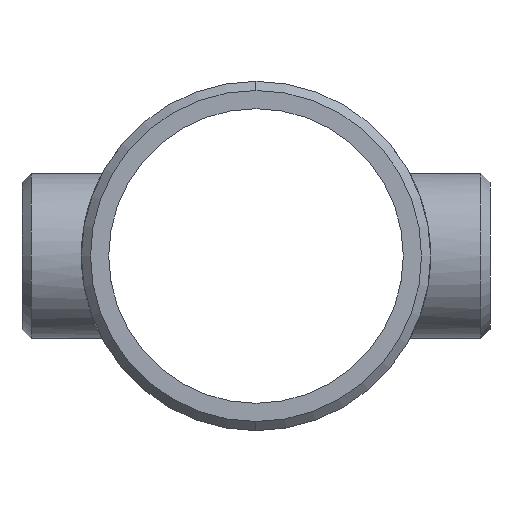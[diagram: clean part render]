
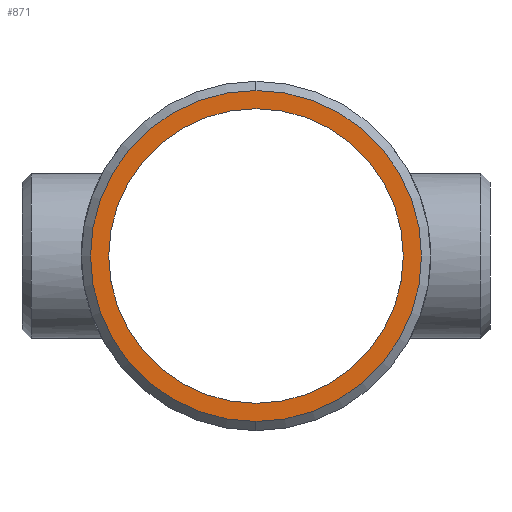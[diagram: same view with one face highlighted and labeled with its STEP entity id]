
A CAD part, left-side view. The second image highlights one B-rep face of the part: STEP entity #871.
In plain terms, the highlighted planar face has unit normal (-1, 0, 0).
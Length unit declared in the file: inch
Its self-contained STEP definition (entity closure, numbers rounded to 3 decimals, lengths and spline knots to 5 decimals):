
#18 = DIRECTION ( 'NONE',  ( 0., 0., 1. ) ) ;
#29 = AXIS2_PLACEMENT_3D ( 'NONE', #760, #544, #962 ) ;
#43 = ORIENTED_EDGE ( 'NONE', *, *, #776, .T. ) ;
#54 = EDGE_CURVE ( 'NONE', #264, #783, #1082, .T. ) ;
#85 = DIRECTION ( 'NONE',  ( 1., 0., 0. ) ) ;
#197 = EDGE_LOOP ( 'NONE', ( #804, #459 ) ) ;
#227 = CIRCLE ( 'NONE', #733, 6.63533 ) ;
#264 = VERTEX_POINT ( 'NONE', #1037 ) ;
#278 = DIRECTION ( 'NONE',  ( -1., 0., 0. ) ) ;
#362 = FACE_BOUND ( 'NONE', #197, .T. ) ;
#399 = CARTESIAN_POINT ( 'NONE',  ( -11., 0., 0. ) ) ;
#459 = ORIENTED_EDGE ( 'NONE', *, *, #54, .T. ) ;
#479 = DIRECTION ( 'NONE',  ( -1., 0., 0. ) ) ;
#514 = CARTESIAN_POINT ( 'NONE',  ( -11., 0., 0. ) ) ;
#544 = DIRECTION ( 'NONE',  ( -1., 0., 0. ) ) ;
#640 = CIRCLE ( 'NONE', #29, 6.63533 ) ;
#659 = CARTESIAN_POINT ( 'NONE',  ( -11., 0., -6.63533 ) ) ;
#676 = CARTESIAN_POINT ( 'NONE',  ( -11., 0., 6.63533 ) ) ;
#679 = PLANE ( 'NONE',  #1026 ) ;
#689 = DIRECTION ( 'NONE',  ( 0., 0., 1. ) ) ;
#733 = AXIS2_PLACEMENT_3D ( 'NONE', #399, #278, #689 ) ;
#746 = AXIS2_PLACEMENT_3D ( 'NONE', #1088, #1167, #18 ) ;
#760 = CARTESIAN_POINT ( 'NONE',  ( -11., 0., 0. ) ) ;
#776 = EDGE_CURVE ( 'NONE', #1293, #1198, #227, .T. ) ;
#783 = VERTEX_POINT ( 'NONE', #1105 ) ;
#804 = ORIENTED_EDGE ( 'NONE', *, *, #1145, .T. ) ;
#805 = EDGE_LOOP ( 'NONE', ( #43, #831 ) ) ;
#831 = ORIENTED_EDGE ( 'NONE', *, *, #1123, .T. ) ;
#871 = ADVANCED_FACE ( 'NONE', ( #985, #362 ), #679, .T. ) ;
#962 = DIRECTION ( 'NONE',  ( 0., 0., 1. ) ) ;
#985 = FACE_OUTER_BOUND ( 'NONE', #805, .T. ) ;
#992 = DIRECTION ( 'NONE',  ( 0., 0., -1. ) ) ;
#1026 = AXIS2_PLACEMENT_3D ( 'NONE', #1092, #479, #992 ) ;
#1033 = DIRECTION ( 'NONE',  ( 0., 0., 1. ) ) ;
#1037 = CARTESIAN_POINT ( 'NONE',  ( -11., 0., -5.906 ) ) ;
#1082 = CIRCLE ( 'NONE', #1257, 5.906 ) ;
#1088 = CARTESIAN_POINT ( 'NONE',  ( -11., 0., 0. ) ) ;
#1092 = CARTESIAN_POINT ( 'NONE',  ( -11., 0., 0. ) ) ;
#1105 = CARTESIAN_POINT ( 'NONE',  ( -11., 0., 5.906 ) ) ;
#1123 = EDGE_CURVE ( 'NONE', #1198, #1293, #640, .T. ) ;
#1145 = EDGE_CURVE ( 'NONE', #783, #264, #1337, .T. ) ;
#1167 = DIRECTION ( 'NONE',  ( 1., 0., 0. ) ) ;
#1198 = VERTEX_POINT ( 'NONE', #676 ) ;
#1257 = AXIS2_PLACEMENT_3D ( 'NONE', #514, #85, #1033 ) ;
#1293 = VERTEX_POINT ( 'NONE', #659 ) ;
#1337 = CIRCLE ( 'NONE', #746, 5.906 ) ;
